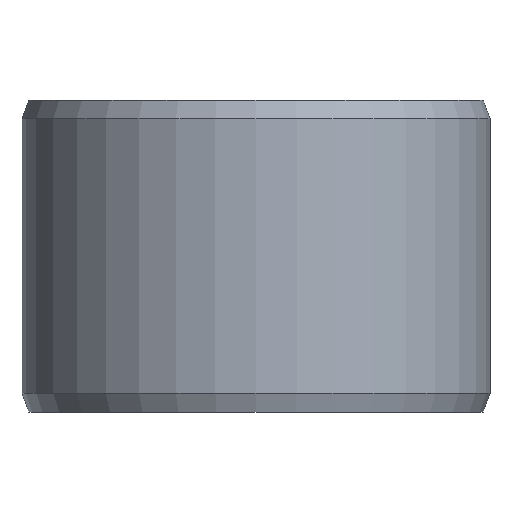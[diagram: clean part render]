
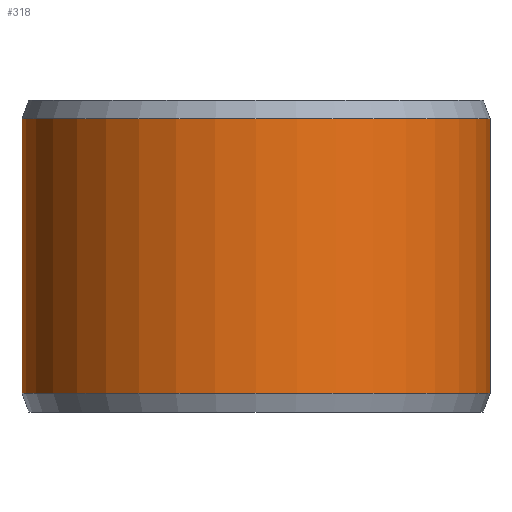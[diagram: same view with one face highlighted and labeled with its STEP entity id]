
A CAD part, left-side view. The second image highlights one B-rep face of the part: STEP entity #318.
In plain terms, the highlighted cylindrical face has radius 7.5 mm (diameter 15 mm), a partial arc.
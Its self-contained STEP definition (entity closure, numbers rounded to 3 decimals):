
#65=CARTESIAN_POINT('',(0.,0.,-4.4));
#66=DIRECTION('',(0.,0.,-1.));
#67=DIRECTION('',(0.,-1.,0.));
#68=AXIS2_PLACEMENT_3D('',#65,#66,#67);
#83=DIRECTION('',(0.,0.,-1.));
#84=VECTOR('',#83,8.8);
#85=CARTESIAN_POINT('',(0.,-7.5,4.4));
#86=LINE('',#85,#84);
#92=DIRECTION('',(0.,0.,-1.));
#93=VECTOR('',#92,8.8);
#94=CARTESIAN_POINT('',(0.,7.5,4.4));
#95=LINE('',#94,#93);
#96=CARTESIAN_POINT('',(0.,0.,4.4));
#97=DIRECTION('',(0.,0.,-1.));
#98=DIRECTION('',(0.,-1.,0.));
#99=AXIS2_PLACEMENT_3D('',#96,#97,#98);
#134=CARTESIAN_POINT('',(0.,-7.5,4.4));
#136=VERTEX_POINT('',#134);
#137=CARTESIAN_POINT('',(0.,-7.5,-4.4));
#138=VERTEX_POINT('',#137);
#150=CARTESIAN_POINT('',(0.,7.5,4.4));
#152=VERTEX_POINT('',#150);
#153=CARTESIAN_POINT('',(0.,7.5,-4.4));
#154=VERTEX_POINT('',#153);
#306=CARTESIAN_POINT('',(0.,0.,5.5));
#307=DIRECTION('',(0.,0.,-1.));
#308=DIRECTION('',(0.,-1.,0.));
#309=AXIS2_PLACEMENT_3D('',#306,#307,#308);
#310=CYLINDRICAL_SURFACE('',#309,7.5);
#311=ORIENTED_EDGE('',*,*,#296,.T.);
#312=ORIENTED_EDGE('',*,*,#273,.T.);
#313=ORIENTED_EDGE('',*,*,#300,.F.);
#315=ORIENTED_EDGE('',*,*,#314,.F.);
#316=EDGE_LOOP('',(#311,#312,#313,#315));
#317=FACE_OUTER_BOUND('',#316,.F.);
#318=ADVANCED_FACE('',(#317),#310,.T.);
#69=CIRCLE('',#68,7.5);
#100=CIRCLE('',#99,7.5);
#273=EDGE_CURVE('',#138,#154,#69,.T.);
#296=EDGE_CURVE('',#136,#138,#86,.T.);
#300=EDGE_CURVE('',#152,#154,#95,.T.);
#314=EDGE_CURVE('',#136,#152,#100,.T.);
